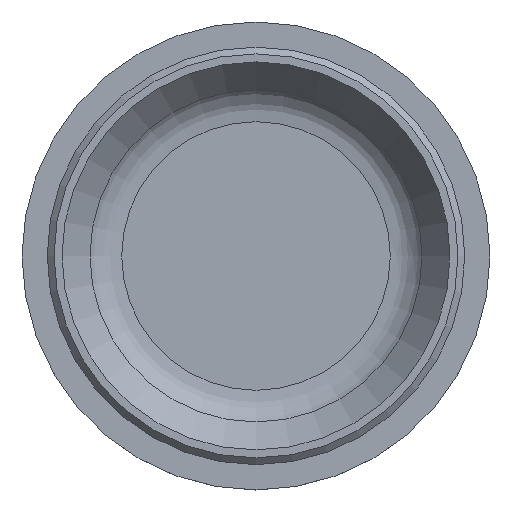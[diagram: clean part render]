
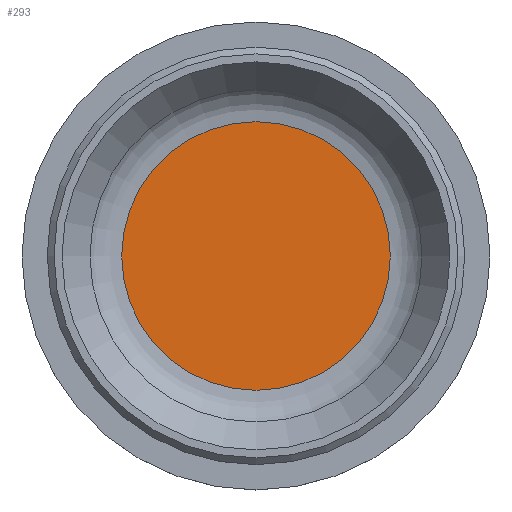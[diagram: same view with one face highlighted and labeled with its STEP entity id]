
A CAD part, top view. The second image highlights one B-rep face of the part: STEP entity #293.
In plain terms, the highlighted planar face has unit normal (0, 0, 1).
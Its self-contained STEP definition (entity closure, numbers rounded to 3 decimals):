
#272 = VERTEX_POINT('',#273);
#273 = CARTESIAN_POINT('',(3.358,0.,3.5));
#282 = EDGE_CURVE('',#272,#272,#283,.T.);
#283 = CIRCLE('',#284,3.358);
#284 = AXIS2_PLACEMENT_3D('',#285,#286,#287);
#285 = CARTESIAN_POINT('',(0.,0.,3.5));
#286 = DIRECTION('',(-0.,0.,1.));
#287 = DIRECTION('',(1.,0.,0.));
#293 = ADVANCED_FACE('',(#294),#297,.T.);
#294 = FACE_BOUND('',#295,.T.);
#295 = EDGE_LOOP('',(#296));
#296 = ORIENTED_EDGE('',*,*,#282,.T.);
#297 = PLANE('',#298);
#298 = AXIS2_PLACEMENT_3D('',#299,#300,#301);
#299 = CARTESIAN_POINT('',(0.,0.,3.5));
#300 = DIRECTION('',(0.,0.,1.));
#301 = DIRECTION('',(0.,1.,0.));
